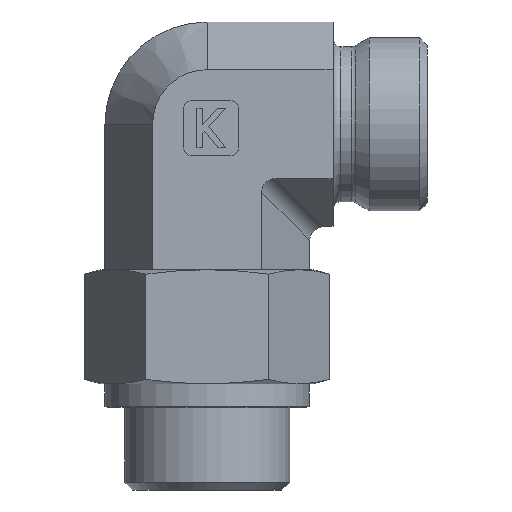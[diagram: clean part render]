
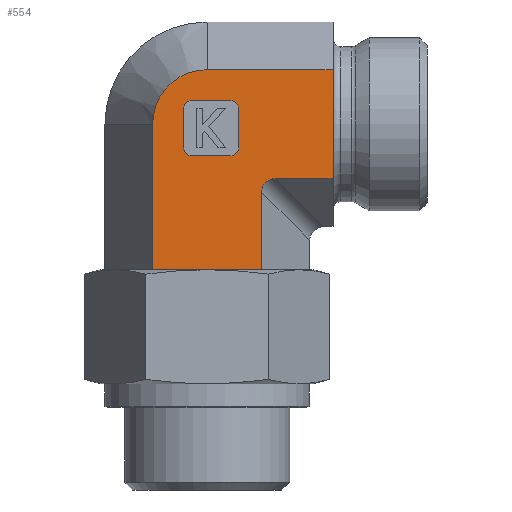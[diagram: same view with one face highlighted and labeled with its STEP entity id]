
A CAD part, left-side view. The second image highlights one B-rep face of the part: STEP entity #554.
In plain terms, the highlighted planar face has unit normal (-1, 0, 0).
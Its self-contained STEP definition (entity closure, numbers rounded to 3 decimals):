
#344=CARTESIAN_POINT('',(-12.,-6.928,3.5));
#345=VERTEX_POINT('',#344);
#352=CARTESIAN_POINT('',(-12.,6.928,3.5));
#353=VERTEX_POINT('',#352);
#354=CARTESIAN_POINT('',(-12.,6.928,3.5));
#355=DIRECTION('',(0.0,-1.0,0.0));
#356=VECTOR('',#355,13.856);
#357=LINE('',#354,#356);
#358=EDGE_CURVE('',#353,#345,#357,.T.);
#402=CARTESIAN_POINT('',(-12.,6.928,22.));
#403=VERTEX_POINT('',#402);
#404=CARTESIAN_POINT('',(-12.,6.928,3.5));
#405=DIRECTION('',(0.0,0.0,1.0));
#406=VECTOR('',#405,18.5);
#407=LINE('',#404,#406);
#408=EDGE_CURVE('',#353,#403,#407,.T.);
#427=CARTESIAN_POINT('',(-12.,-6.928,0.0));
#428=DIRECTION('',(-1.0,0.0,0.0));
#429=DIRECTION('',(0.0,0.0,1.0));
#430=AXIS2_PLACEMENT_3D('',#427,#428,#429);
#431=PLANE('',#430);
#432=ORIENTED_EDGE('',*,*,#358,.T.);
#433=CARTESIAN_POINT('',(-12.,-6.928,13.34));
#434=VERTEX_POINT('',#433);
#435=CARTESIAN_POINT('',(-12.,-6.928,3.5));
#436=DIRECTION('',(0.0,0.0,1.0));
#437=VECTOR('',#436,9.84);
#438=LINE('',#435,#437);
#439=EDGE_CURVE('',#345,#434,#438,.T.);
#440=ORIENTED_EDGE('',*,*,#439,.T.);
#441=CARTESIAN_POINT('',(-12.,-8.66,15.072));
#442=VERTEX_POINT('',#441);
#443=CARTESIAN_POINT('',(-12.,-9.238,12.762));
#444=DIRECTION('',(-1.0,0.0,0.0));
#445=DIRECTION('',(0.0,0.707,0.707));
#446=AXIS2_PLACEMENT_3D('',#443,#444,#445);
#447=ELLIPSE('',#446,2.582,2.0);
#448=EDGE_CURVE('',#442,#434,#447,.T.);
#449=ORIENTED_EDGE('',*,*,#448,.F.);
#450=CARTESIAN_POINT('',(-12.,-16.,15.072));
#451=VERTEX_POINT('',#450);
#452=CARTESIAN_POINT('',(-12.,-8.66,15.072));
#453=DIRECTION('',(0.0,-1.0,0.0));
#454=VECTOR('',#453,7.34);
#455=LINE('',#452,#454);
#456=EDGE_CURVE('',#442,#451,#455,.T.);
#457=ORIENTED_EDGE('',*,*,#456,.T.);
#458=CARTESIAN_POINT('',(-12.,-16.,28.928));
#459=VERTEX_POINT('',#458);
#460=CARTESIAN_POINT('',(-12.,-16.,15.072));
#461=DIRECTION('',(0.0,0.0,1.0));
#462=VECTOR('',#461,13.856);
#463=LINE('',#460,#462);
#464=EDGE_CURVE('',#451,#459,#463,.T.);
#465=ORIENTED_EDGE('',*,*,#464,.T.);
#466=CARTESIAN_POINT('',(-12.,0.,28.928));
#467=VERTEX_POINT('',#466);
#468=CARTESIAN_POINT('',(-12.,0.,28.928));
#469=DIRECTION('',(0.0,-1.0,0.0));
#470=VECTOR('',#469,16.0);
#471=LINE('',#468,#470);
#472=EDGE_CURVE('',#467,#459,#471,.T.);
#473=ORIENTED_EDGE('',*,*,#472,.F.);
#474=CARTESIAN_POINT('',(-12.,0.,22.));
#475=DIRECTION('',(-1.0,0.0,0.0));
#476=DIRECTION('',(0.0,0.0,1.0));
#477=AXIS2_PLACEMENT_3D('',#474,#475,#476);
#478=CIRCLE('',#477,6.928);
#479=EDGE_CURVE('',#467,#403,#478,.T.);
#480=ORIENTED_EDGE('',*,*,#479,.T.);
#481=ORIENTED_EDGE('',*,*,#408,.F.);
#482=EDGE_LOOP('',(#432,#440,#449,#457,#465,#473,#480,#481));
#483=FACE_OUTER_BOUND('',#482,.T.);
#484=CARTESIAN_POINT('',(-12.,-3.,18.));
#485=VERTEX_POINT('',#484);
#486=CARTESIAN_POINT('',(-12.,2.,18.));
#487=VERTEX_POINT('',#486);
#488=CARTESIAN_POINT('',(-12.,-3.,18.));
#489=DIRECTION('',(0.0,1.0,0.0));
#490=VECTOR('',#489,5.);
#491=LINE('',#488,#490);
#492=EDGE_CURVE('',#485,#487,#491,.T.);
#493=ORIENTED_EDGE('',*,*,#492,.T.);
#494=CARTESIAN_POINT('',(-12.,3.0,19.));
#495=VERTEX_POINT('',#494);
#496=CARTESIAN_POINT('',(-12.,2.0,19.));
#497=DIRECTION('',(-1.0,0.0,0.0));
#498=DIRECTION('',(0.0,0.707,-0.707));
#499=AXIS2_PLACEMENT_3D('',#496,#497,#498);
#500=CIRCLE('',#499,1.0);
#501=EDGE_CURVE('',#495,#487,#500,.T.);
#502=ORIENTED_EDGE('',*,*,#501,.F.);
#503=CARTESIAN_POINT('',(-12.,3.,24.));
#504=VERTEX_POINT('',#503);
#505=CARTESIAN_POINT('',(-12.,3.0,19.));
#506=DIRECTION('',(0.0,0.0,1.0));
#507=VECTOR('',#506,5.);
#508=LINE('',#505,#507);
#509=EDGE_CURVE('',#495,#504,#508,.T.);
#510=ORIENTED_EDGE('',*,*,#509,.T.);
#511=CARTESIAN_POINT('',(-12.,2.,25.));
#512=VERTEX_POINT('',#511);
#513=CARTESIAN_POINT('',(-12.,2.,24.));
#514=DIRECTION('',(-1.0,0.0,0.0));
#515=DIRECTION('',(0.0,0.707,0.707));
#516=AXIS2_PLACEMENT_3D('',#513,#514,#515);
#517=CIRCLE('',#516,1.0);
#518=EDGE_CURVE('',#512,#504,#517,.T.);
#519=ORIENTED_EDGE('',*,*,#518,.F.);
#520=CARTESIAN_POINT('',(-12.,-3.,25.));
#521=VERTEX_POINT('',#520);
#522=CARTESIAN_POINT('',(-12.,2.,25.));
#523=DIRECTION('',(0.0,-1.0,0.0));
#524=VECTOR('',#523,5.);
#525=LINE('',#522,#524);
#526=EDGE_CURVE('',#512,#521,#525,.T.);
#527=ORIENTED_EDGE('',*,*,#526,.T.);
#528=CARTESIAN_POINT('',(-12.,-4.,24.));
#529=VERTEX_POINT('',#528);
#530=CARTESIAN_POINT('',(-12.,-3.,24.));
#531=DIRECTION('',(-1.0,0.0,0.0));
#532=DIRECTION('',(0.0,-0.707,0.707));
#533=AXIS2_PLACEMENT_3D('',#530,#531,#532);
#534=CIRCLE('',#533,1.0);
#535=EDGE_CURVE('',#529,#521,#534,.T.);
#536=ORIENTED_EDGE('',*,*,#535,.F.);
#537=CARTESIAN_POINT('',(-12.,-4.,19.));
#538=VERTEX_POINT('',#537);
#539=CARTESIAN_POINT('',(-12.,-4.,24.));
#540=DIRECTION('',(0.0,0.0,-1.0));
#541=VECTOR('',#540,5.0);
#542=LINE('',#539,#541);
#543=EDGE_CURVE('',#529,#538,#542,.T.);
#544=ORIENTED_EDGE('',*,*,#543,.T.);
#545=CARTESIAN_POINT('',(-12.,-3.,19.));
#546=DIRECTION('',(-1.0,0.0,0.0));
#547=DIRECTION('',(0.0,-0.707,-0.707));
#548=AXIS2_PLACEMENT_3D('',#545,#546,#547);
#549=CIRCLE('',#548,1.0);
#550=EDGE_CURVE('',#485,#538,#549,.T.);
#551=ORIENTED_EDGE('',*,*,#550,.F.);
#552=EDGE_LOOP('',(#493,#502,#510,#519,#527,#536,#544,#551));
#553=FACE_BOUND('',#552,.T.);
#554=ADVANCED_FACE('',(#483,#553),#431,.T.);
